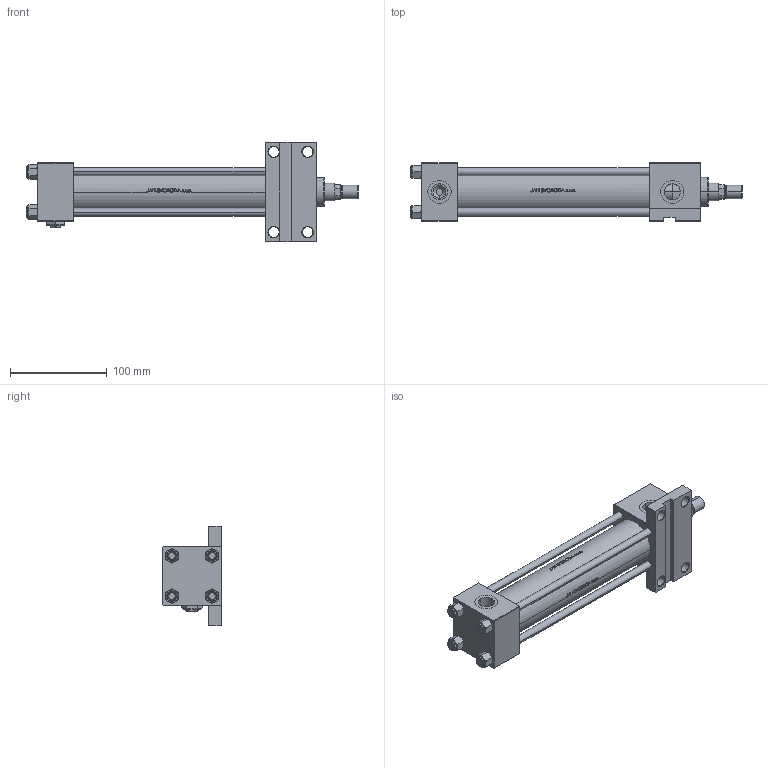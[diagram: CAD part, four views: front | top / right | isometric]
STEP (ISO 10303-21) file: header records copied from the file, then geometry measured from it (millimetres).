
FILE_DESCRIPTION (( 'STEP AP203' ), '1' );
FILE_NAME ('262d.STEP', '2022-04-16T05:27:50', ( '' ), ( '' ), 'SwSTEP 2.0', 'SolidWorks 2019', '' );
FILE_SCHEMA (( 'CONFIG_CONTROL_DESIGN' ));
Length unit declared in the file: millimetre
Products named in the file (8): V215CR_F_TYCINKA c78252e7f77c29d3c15e425d8e1a0815; ROD_END_AH c78252e7f77c29d3c15e425d8e1a0815; Zatka_pro_OIL_PORT c78252e7f77c29d3c15e425d8e1a0815; 262d; NUT_M5_F c78252e7f77c29d3c15e425d8e1a0815; V215_VC_A c78252e7f77c29d3c15e425d8e1a0815; V215CR_VCP_F c78252e7f77c29d3c15e425d8e1a0815; V215CR_F_Body c78252e7f77c29d3c15e425d8e1a0815
Assembly tree (14 placements, depth 2):
  262d
    V215CR_F_Body c78252e7f77c29d3c15e425d8e1a0815
    V215CR_VCP_F c78252e7f77c29d3c15e425d8e1a0815
    V215CR_F_TYCINKA c78252e7f77c29d3c15e425d8e1a0815  x4
    NUT_M5_F c78252e7f77c29d3c15e425d8e1a0815  x4
    V215_VC_A c78252e7f77c29d3c15e425d8e1a0815
    ROD_END_AH c78252e7f77c29d3c15e425d8e1a0815
    Zatka_pro_OIL_PORT c78252e7f77c29d3c15e425d8e1a0815  x2
Bounding box: 343 x 60 x 103 mm (x, y, z)
Volume: 543332.1 mm3; surface area: 175476 mm2
Topology: 14 solids, 14 shells, 1230 faces, 3070 edges, 1959 vertices
Faces by surface type: plane 490, bspline 380, cone 198, cylinder 152, torus 10
Entity records: 50704 total; most frequent: CARTESIAN_POINT 26677, ORIENTED_EDGE 5440, DIRECTION 3514, EDGE_CURVE 2720, VERTEX_POINT 1757, VECTOR 1378, LINE 1378, EDGE_LOOP 1181
